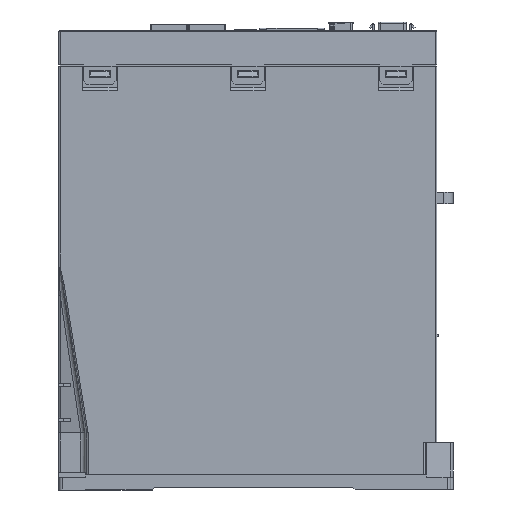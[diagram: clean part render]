
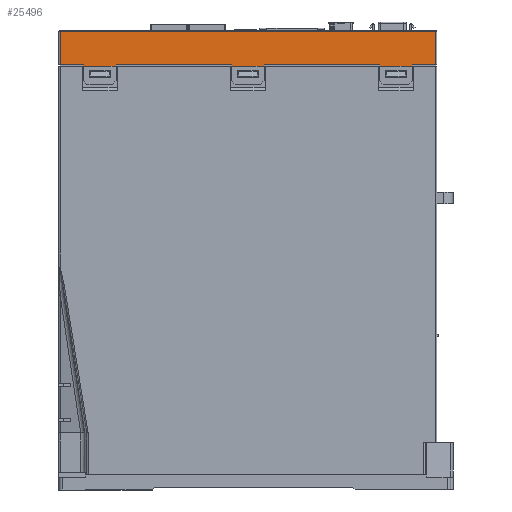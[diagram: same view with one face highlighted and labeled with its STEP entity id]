
A CAD part, left-side view. The second image highlights one B-rep face of the part: STEP entity #25496.
In plain terms, the highlighted planar face has unit normal (-0.999, 0, 0.035).
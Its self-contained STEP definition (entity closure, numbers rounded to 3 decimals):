
#25496 = ADVANCED_FACE ( 'NONE', ( #59872 ), #59884, .F. ) ;
#32541 = EDGE_CURVE ( 'NONE', #100222, #100285, #124411, .T. ) ;
#32568 = EDGE_CURVE ( 'NONE', #100245, #100282, #124483, .T. ) ;
#37340 = EDGE_CURVE ( 'NONE', #100219, #100236, #215246, .T. ) ;
#37380 = EDGE_CURVE ( 'NONE', #100190, #100210, #215345, .T. ) ;
#37447 = EDGE_CURVE ( 'NONE', #100245, #100285, #215711, .T. ) ;
#37473 = EDGE_CURVE ( 'NONE', #100219, #100210, #215830, .T. ) ;
#37715 = EDGE_CURVE ( 'NONE', #100439, #100431, #217413, .T. ) ;
#37753 = EDGE_CURVE ( 'NONE', #100457, #100465, #217633, .T. ) ;
#37765 = EDGE_CURVE ( 'NONE', #100429, #100454, #217733, .T. ) ;
#37770 = EDGE_CURVE ( 'NONE', #100451, #100457, #217753, .T. ) ;
#37774 = EDGE_CURVE ( 'NONE', #100190, #100454, #217818, .T. ) ;
#37782 = EDGE_CURVE ( 'NONE', #100236, #100222, #217873, .T. ) ;
#37788 = EDGE_CURVE ( 'NONE', #100465, #100439, #217894, .T. ) ;
#37802 = EDGE_CURVE ( 'NONE', #100468, #100282, #218025, .T. ) ;
#37806 = EDGE_CURVE ( 'NONE', #100468, #100451, #218078, .T. ) ;
#37957 = EDGE_CURVE ( 'NONE', #100429, #100431, #218781, .T. ) ;
#53433 = CARTESIAN_POINT ( 'NONE',  ( -57.983, 10.5, 150.3 ) ) ;
#53445 = CARTESIAN_POINT ( 'NONE',  ( -58., 10.5, 149.8 ) ) ;
#53450 = CARTESIAN_POINT ( 'NONE',  ( -58., -3.5, 149.8 ) ) ;
#53452 = CARTESIAN_POINT ( 'NONE',  ( -57.983, -53., 150.3 ) ) ;
#53461 = CARTESIAN_POINT ( 'NONE',  ( -57.983, -3.5, 150.3 ) ) ;
#53466 = CARTESIAN_POINT ( 'NONE',  ( -58., -67., 149.8 ) ) ;
#53491 = CARTESIAN_POINT ( 'NONE',  ( -57.983, -67., 150.3 ) ) ;
#53493 = CARTESIAN_POINT ( 'NONE',  ( -58., -53., 149.8 ) ) ;
#53586 = CARTESIAN_POINT ( 'NONE',  ( -58., 60., 149.8 ) ) ;
#53587 = CARTESIAN_POINT ( 'NONE',  ( -58., 74., 149.8 ) ) ;
#53593 = CARTESIAN_POINT ( 'NONE',  ( -57.983, 74., 150.3 ) ) ;
#53600 = CARTESIAN_POINT ( 'NONE',  ( -57.486, -77., 164.517 ) ) ;
#53602 = CARTESIAN_POINT ( 'NONE',  ( -57.983, 60., 150.3 ) ) ;
#53604 = CARTESIAN_POINT ( 'NONE',  ( -57.486, 84., 164.517 ) ) ;
#53610 = CARTESIAN_POINT ( 'NONE',  ( -57.983, 84., 150.3 ) ) ;
#53612 = CARTESIAN_POINT ( 'NONE',  ( -57.983, -77., 150.3 ) ) ;
#58704 = AXIS2_PLACEMENT_3D ( 'NONE', #59886, #59888, #59890 ) ;
#59872 = FACE_OUTER_BOUND ( 'NONE', #104627, .T. ) ;
#59884 = PLANE ( 'NONE',  #58704 ) ;
#59886 = CARTESIAN_POINT ( 'NONE',  ( -58., -77.501, 149.8 ) ) ;
#59888 = DIRECTION ( 'NONE',  ( 0.999, 0., -0.035 ) ) ;
#59890 = DIRECTION ( 'NONE',  ( -0.035, 0., -0.999 ) ) ;
#100190 = VERTEX_POINT ( 'NONE', #53433 ) ;
#100210 = VERTEX_POINT ( 'NONE', #53445 ) ;
#100219 = VERTEX_POINT ( 'NONE', #53450 ) ;
#100222 = VERTEX_POINT ( 'NONE', #53452 ) ;
#100236 = VERTEX_POINT ( 'NONE', #53461 ) ;
#100245 = VERTEX_POINT ( 'NONE', #53466 ) ;
#100282 = VERTEX_POINT ( 'NONE', #53491 ) ;
#100285 = VERTEX_POINT ( 'NONE', #53493 ) ;
#100429 = VERTEX_POINT ( 'NONE', #53586 ) ;
#100431 = VERTEX_POINT ( 'NONE', #53587 ) ;
#100439 = VERTEX_POINT ( 'NONE', #53593 ) ;
#100451 = VERTEX_POINT ( 'NONE', #53600 ) ;
#100454 = VERTEX_POINT ( 'NONE', #53602 ) ;
#100457 = VERTEX_POINT ( 'NONE', #53604 ) ;
#100465 = VERTEX_POINT ( 'NONE', #53610 ) ;
#100468 = VERTEX_POINT ( 'NONE', #53612 ) ;
#104627 = EDGE_LOOP ( 'NONE', ( #213864, #213866, #213868, #213870, #213871, #213873, #213875, #213877, #213878, #213880, #213882, #213884, #213885, #213887, #213889, #213891 ) ) ;
#111649 = VECTOR ( 'NONE', #124423, 1000. ) ;
#111678 = VECTOR ( 'NONE', #124489, 1000. ) ;
#124401 = CARTESIAN_POINT ( 'NONE',  ( -58., -53., 149.8 ) ) ;
#124411 = LINE ( 'NONE', #124401, #111649 ) ;
#124423 = DIRECTION ( 'NONE',  ( -0.035, 0., -0.999 ) ) ;
#124483 = LINE ( 'NONE', #124487, #111678 ) ;
#124487 = CARTESIAN_POINT ( 'NONE',  ( -58., -67., 149.8 ) ) ;
#124489 = DIRECTION ( 'NONE',  ( 0.035, 0., 0.999 ) ) ;
#189624 = VECTOR ( 'NONE', #215283, 1000. ) ;
#189664 = VECTOR ( 'NONE', #215450, 1000. ) ;
#189794 = VECTOR ( 'NONE', #215722, 1000. ) ;
#189851 = VECTOR ( 'NONE', #215837, 1000. ) ;
#190127 = VECTOR ( 'NONE', #217426, 1000. ) ;
#190165 = VECTOR ( 'NONE', #217664, 1000. ) ;
#190175 = VECTOR ( 'NONE', #217828, 1000. ) ;
#190180 = VECTOR ( 'NONE', #217745, 1000. ) ;
#190190 = VECTOR ( 'NONE', #217800, 1000. ) ;
#190195 = VECTOR ( 'NONE', #217886, 1000. ) ;
#190205 = VECTOR ( 'NONE', #218071, 1000. ) ;
#190210 = VECTOR ( 'NONE', #217941, 1000. ) ;
#190219 = VECTOR ( 'NONE', #218120, 1000. ) ;
#190306 = VECTOR ( 'NONE', #218793, 1000. ) ;
#213864 = ORIENTED_EDGE ( 'NONE', *, *, #37770, .T. ) ;
#213866 = ORIENTED_EDGE ( 'NONE', *, *, #37753, .T. ) ;
#213868 = ORIENTED_EDGE ( 'NONE', *, *, #37788, .T. ) ;
#213870 = ORIENTED_EDGE ( 'NONE', *, *, #37715, .T. ) ;
#213871 = ORIENTED_EDGE ( 'NONE', *, *, #37957, .F. ) ;
#213873 = ORIENTED_EDGE ( 'NONE', *, *, #37765, .T. ) ;
#213875 = ORIENTED_EDGE ( 'NONE', *, *, #37774, .F. ) ;
#213877 = ORIENTED_EDGE ( 'NONE', *, *, #37380, .T. ) ;
#213878 = ORIENTED_EDGE ( 'NONE', *, *, #37473, .F. ) ;
#213880 = ORIENTED_EDGE ( 'NONE', *, *, #37340, .T. ) ;
#213882 = ORIENTED_EDGE ( 'NONE', *, *, #37782, .T. ) ;
#213884 = ORIENTED_EDGE ( 'NONE', *, *, #32541, .T. ) ;
#213885 = ORIENTED_EDGE ( 'NONE', *, *, #37447, .F. ) ;
#213887 = ORIENTED_EDGE ( 'NONE', *, *, #32568, .T. ) ;
#213889 = ORIENTED_EDGE ( 'NONE', *, *, #37802, .F. ) ;
#213891 = ORIENTED_EDGE ( 'NONE', *, *, #37806, .T. ) ;
#215246 = LINE ( 'NONE', #215279, #189624 ) ;
#215279 = CARTESIAN_POINT ( 'NONE',  ( -58., -3.5, 149.8 ) ) ;
#215283 = DIRECTION ( 'NONE',  ( 0.035, 0., 0.999 ) ) ;
#215345 = LINE ( 'NONE', #215442, #189664 ) ;
#215442 = CARTESIAN_POINT ( 'NONE',  ( -58., 10.5, 149.8 ) ) ;
#215450 = DIRECTION ( 'NONE',  ( -0.035, 0., -0.999 ) ) ;
#215711 = LINE ( 'NONE', #215718, #189794 ) ;
#215718 = CARTESIAN_POINT ( 'NONE',  ( -58., -77.501, 149.8 ) ) ;
#215722 = DIRECTION ( 'NONE',  ( 0., 1., 0. ) ) ;
#215830 = LINE ( 'NONE', #215833, #189851 ) ;
#215833 = CARTESIAN_POINT ( 'NONE',  ( -58., -77.501, 149.8 ) ) ;
#215837 = DIRECTION ( 'NONE',  ( 0., 1., 0. ) ) ;
#217413 = LINE ( 'NONE', #217423, #190127 ) ;
#217423 = CARTESIAN_POINT ( 'NONE',  ( -58., 74., 149.8 ) ) ;
#217426 = DIRECTION ( 'NONE',  ( -0.035, 0., -0.999 ) ) ;
#217633 = LINE ( 'NONE', #217661, #190165 ) ;
#217661 = CARTESIAN_POINT ( 'NONE',  ( -58., 84., 149.8 ) ) ;
#217664 = DIRECTION ( 'NONE',  ( -0.035, 0., -0.999 ) ) ;
#217733 = LINE ( 'NONE', #217742, #190180 ) ;
#217742 = CARTESIAN_POINT ( 'NONE',  ( -58., 60., 149.8 ) ) ;
#217745 = DIRECTION ( 'NONE',  ( 0.035, 0., 0.999 ) ) ;
#217753 = LINE ( 'NONE', #217797, #190190 ) ;
#217797 = CARTESIAN_POINT ( 'NONE',  ( -57.486, 84.5, 164.517 ) ) ;
#217800 = DIRECTION ( 'NONE',  ( 0., 1., 0. ) ) ;
#217818 = LINE ( 'NONE', #217825, #190175 ) ;
#217825 = CARTESIAN_POINT ( 'NONE',  ( -57.983, -77.501, 150.3 ) ) ;
#217828 = DIRECTION ( 'NONE',  ( 0., 1., 0. ) ) ;
#217873 = LINE ( 'NONE', #217883, #190195 ) ;
#217883 = CARTESIAN_POINT ( 'NONE',  ( -57.983, -77.501, 150.3 ) ) ;
#217886 = DIRECTION ( 'NONE',  ( 0., -1., 0. ) ) ;
#217894 = LINE ( 'NONE', #217938, #190210 ) ;
#217938 = CARTESIAN_POINT ( 'NONE',  ( -57.983, -77.501, 150.3 ) ) ;
#217941 = DIRECTION ( 'NONE',  ( 0., -1., 0. ) ) ;
#218025 = LINE ( 'NONE', #218068, #190205 ) ;
#218068 = CARTESIAN_POINT ( 'NONE',  ( -57.983, -77.501, 150.3 ) ) ;
#218071 = DIRECTION ( 'NONE',  ( 0., 1., 0. ) ) ;
#218078 = LINE ( 'NONE', #218118, #190219 ) ;
#218118 = CARTESIAN_POINT ( 'NONE',  ( -58., -77., 149.8 ) ) ;
#218120 = DIRECTION ( 'NONE',  ( 0.035, 0., 0.999 ) ) ;
#218781 = LINE ( 'NONE', #218782, #190306 ) ;
#218782 = CARTESIAN_POINT ( 'NONE',  ( -58., -77.501, 149.8 ) ) ;
#218793 = DIRECTION ( 'NONE',  ( 0., 1., 0. ) ) ;
